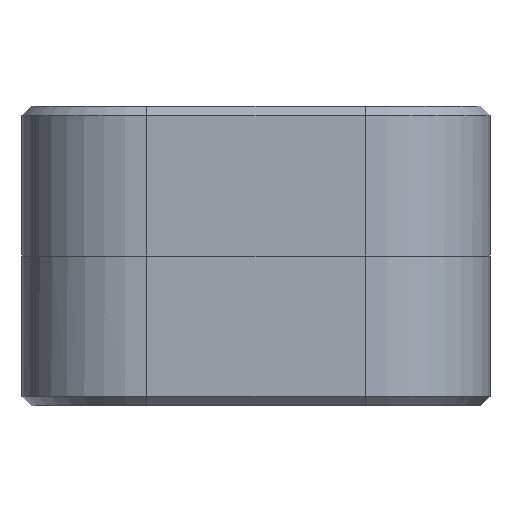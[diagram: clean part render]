
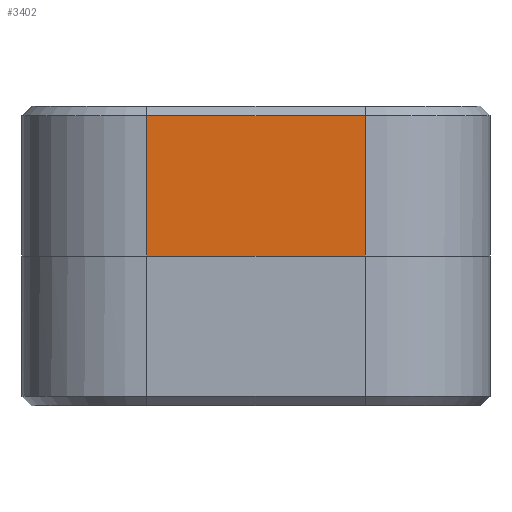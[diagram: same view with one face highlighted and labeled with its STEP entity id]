
A CAD part, front view. The second image highlights one B-rep face of the part: STEP entity #3402.
In plain terms, the highlighted planar face has unit normal (0, -1, 0).
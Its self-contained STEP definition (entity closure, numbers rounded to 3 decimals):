
#103=DIRECTION('',(1.,0.,0.));
#104=VECTOR('',#103,7.);
#105=CARTESIAN_POINT('',(-3.5,-9.,0.));
#106=LINE('',#105,#104);
#1014=DIRECTION('',(1.,0.,0.));
#1015=VECTOR('',#1014,7.);
#1016=CARTESIAN_POINT('',(-3.5,-9.,4.5));
#1017=LINE('',#1016,#1015);
#1021=DIRECTION('',(0.,0.,-1.));
#1022=VECTOR('',#1021,4.5);
#1023=CARTESIAN_POINT('',(3.5,-9.,4.5));
#1024=LINE('',#1023,#1022);
#1028=DIRECTION('',(0.,0.,-1.));
#1029=VECTOR('',#1028,4.5);
#1030=CARTESIAN_POINT('',(-3.5,-9.,4.5));
#1031=LINE('',#1030,#1029);
#2019=CARTESIAN_POINT('',(-3.5,-9.,0.));
#2020=CARTESIAN_POINT('',(3.5,-9.,0.));
#2021=VERTEX_POINT('',#2019);
#2022=VERTEX_POINT('',#2020);
#2176=CARTESIAN_POINT('',(3.5,-9.,4.5));
#2177=VERTEX_POINT('',#2176);
#2185=CARTESIAN_POINT('',(-3.5,-9.,4.5));
#2187=VERTEX_POINT('',#2185);
#3389=CARTESIAN_POINT('',(-7.5,-9.,0.));
#3390=DIRECTION('',(0.,-1.,0.));
#3391=DIRECTION('',(1.,0.,0.));
#3392=AXIS2_PLACEMENT_3D('',#3389,#3390,#3391);
#3393=PLANE('',#3392);
#3394=ORIENTED_EDGE('',*,*,#3375,.T.);
#3396=ORIENTED_EDGE('',*,*,#3395,.T.);
#3397=ORIENTED_EDGE('',*,*,#2343,.F.);
#3399=ORIENTED_EDGE('',*,*,#3398,.F.);
#3400=EDGE_LOOP('',(#3394,#3396,#3397,#3399));
#3401=FACE_OUTER_BOUND('',#3400,.F.);
#3402=ADVANCED_FACE('',(#3401),#3393,.T.);
#2343=EDGE_CURVE('',#2021,#2022,#106,.T.);
#3375=EDGE_CURVE('',#2187,#2177,#1017,.T.);
#3395=EDGE_CURVE('',#2177,#2022,#1024,.T.);
#3398=EDGE_CURVE('',#2187,#2021,#1031,.T.);
